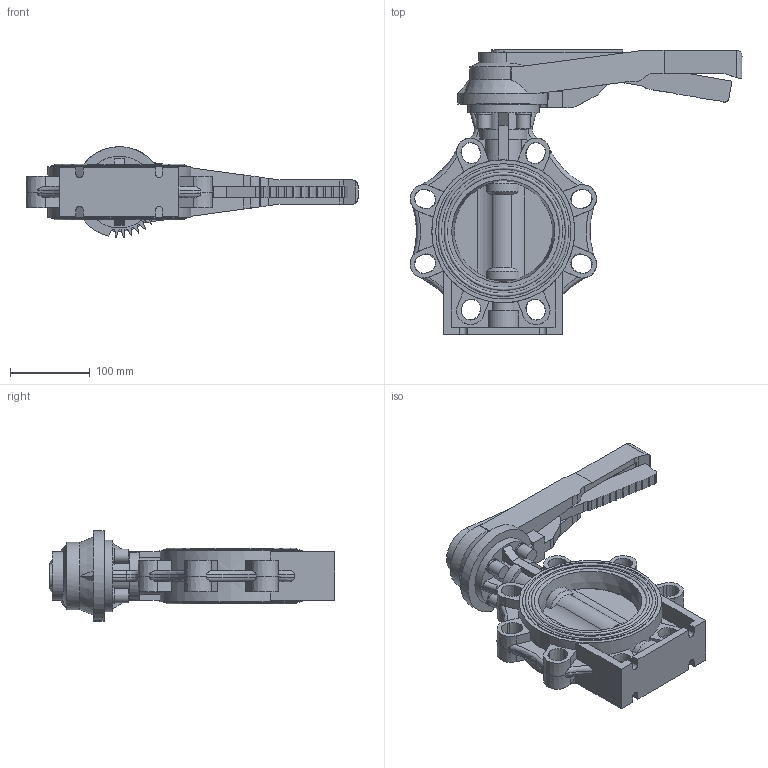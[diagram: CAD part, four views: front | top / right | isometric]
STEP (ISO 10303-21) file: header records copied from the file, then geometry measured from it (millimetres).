
FILE_DESCRIPTION(/* description */ ('Butterfly Valve with PVC Disc and EPDM lining, Lever Operated, Ø140/DN125, PN10'),/* implementation_level */ '2;1');
FILE_NAME(/* name */ 'K4OU-E-140',/* time_stamp */ '2021-11-25T13:21:37+01:00',/* author */ ('COAB Solutions'),/* organization */ ('GPA Flowsystem'),/* preprocessor_version */ 'ST-DEVELOPER v18.1',/* originating_system */ 'www.coabsolutions.com',/* authorisation */ 'unknown authorization');
FILE_SCHEMA (('AUTOMOTIVE_DESIGN { 1 0 10303 214 3 1 1 }'));
Length unit declared in the file: millimetre
Products named in the file (1): K4OU-E-140
Bounding box: 417.25 x 359 x 113.87 mm (x, y, z)
Volume: 2677133.1 mm3; surface area: 320787.2 mm2
Topology: 1 solids, 2 shells, 580 faces, 1635 edges, 1074 vertices
Faces by surface type: plane 349, cylinder 145, cone 66, torus 20
Full cylindrical faces by diameter (mm): 18 x4, 19.8 x4, 50 x1, 90 x1, 170 x2, 179.58 x2
Entity records: 19841 total; most frequent: CARTESIAN_POINT 4348, ORIENTED_EDGE 3270, DIRECTION 3147, EDGE_CURVE 1635, AXIS2_PLACEMENT_3D 1082, VERTEX_POINT 1074, LINE 983, VECTOR 983
